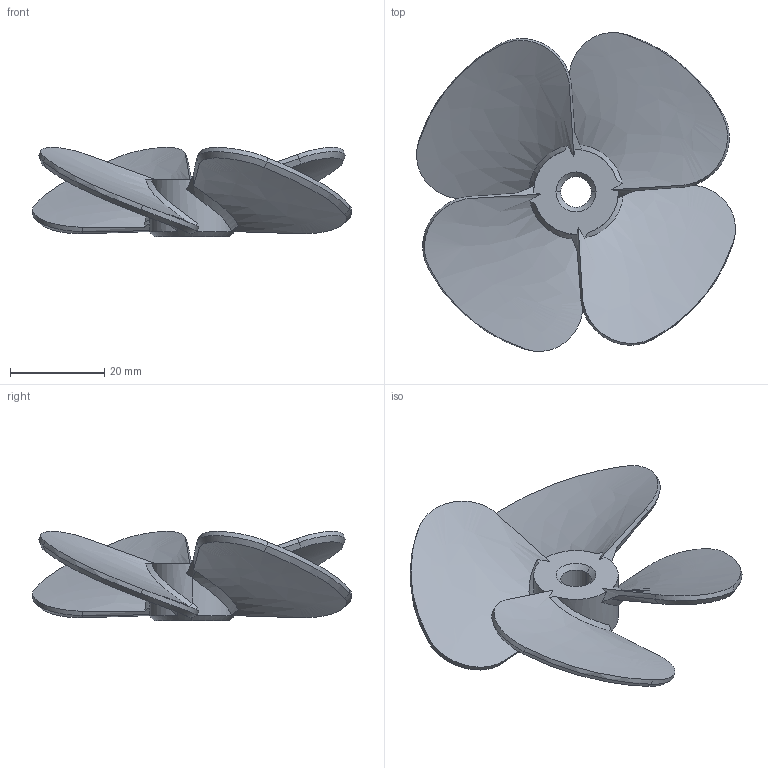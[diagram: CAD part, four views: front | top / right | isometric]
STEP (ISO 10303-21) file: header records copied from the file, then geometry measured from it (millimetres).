
FILE_DESCRIPTION(('CATIA V5 STEP Exchange'),'2;1');
FILE_NAME('Propeller.stp','2023-02-28T06:41:08+00:00',('none'),('none'),'CATIA Version 5 Release 19 GA (IN-10)','CATIA V5 STEP AP203','none');
FILE_SCHEMA(('CONFIG_CONTROL_DESIGN'));
Length unit declared in the file: millimetre
Products named in the file (1): Propeller
Bounding box: 67.6 x 67.6 x 18.9 mm (x, y, z)
Volume: 9791.4 mm3; surface area: 9169.7 mm2
Topology: 1 solids, 1 shells, 81 faces, 226 edges, 148 vertices
Faces by surface type: bspline 60, cylinder 14, cone 4, plane 3
Entity records: 5685 total; most frequent: CARTESIAN_POINT 4159, ORIENTED_EDGE 452, EDGE_CURVE 226, B_SPLINE_CURVE_WITH_KNOTS 188, VERTEX_POINT 148, EDGE_LOOP 84, ADVANCED_FACE 81, FACE_OUTER_BOUND 81
